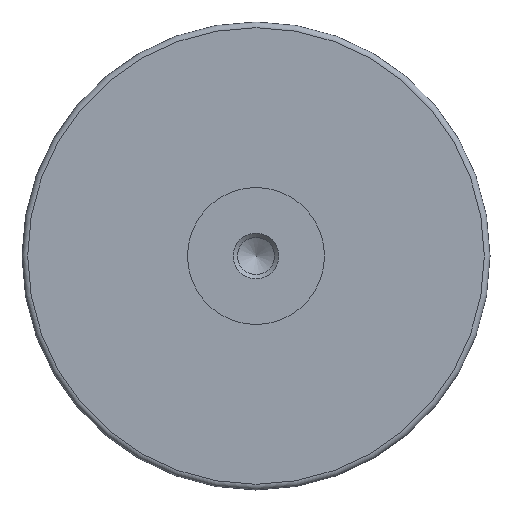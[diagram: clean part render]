
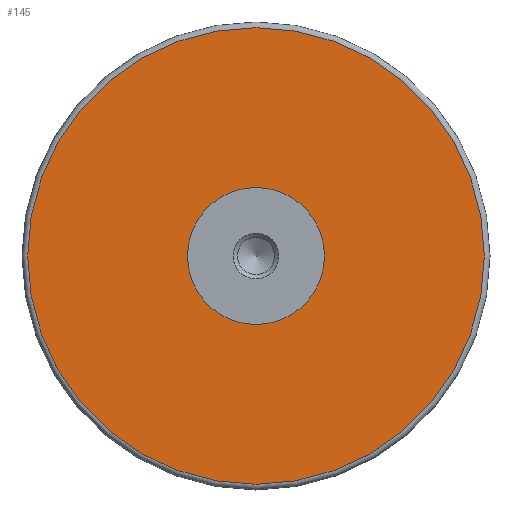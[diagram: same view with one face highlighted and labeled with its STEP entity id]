
A CAD part, front view. The second image highlights one B-rep face of the part: STEP entity #145.
In plain terms, the highlighted planar face has unit normal (0, -1, 0).
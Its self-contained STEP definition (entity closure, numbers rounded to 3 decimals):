
#15=FACE_BOUND('',#43,.T.);
#18=PLANE('',#186);
#32=FACE_OUTER_BOUND('',#42,.T.);
#42=EDGE_LOOP('',(#128));
#43=EDGE_LOOP('',(#129));
#66=CIRCLE('',#184,20.);
#68=CIRCLE('',#187,6.);
#79=VERTEX_POINT('',#274);
#80=VERTEX_POINT('',#278);
#95=EDGE_CURVE('',#79,#79,#66,.T.);
#97=EDGE_CURVE('',#80,#80,#68,.T.);
#128=ORIENTED_EDGE('',*,*,#95,.F.);
#129=ORIENTED_EDGE('',*,*,#97,.T.);
#145=ADVANCED_FACE('',(#32,#15),#18,.F.);
#184=AXIS2_PLACEMENT_3D('',#275,#229,#230);
#186=AXIS2_PLACEMENT_3D('',#277,#233,#234);
#187=AXIS2_PLACEMENT_3D('',#279,#235,#236);
#229=DIRECTION('center_axis',(0.,1.,0.));
#230=DIRECTION('ref_axis',(1.,0.,0.));
#233=DIRECTION('center_axis',(0.,1.,0.));
#234=DIRECTION('ref_axis',(0.,0.,1.));
#235=DIRECTION('center_axis',(0.,1.,0.));
#236=DIRECTION('ref_axis',(-1.,0.,0.));
#274=CARTESIAN_POINT('',(0.,0.,20.));
#275=CARTESIAN_POINT('Origin',(0.,0.,0.));
#277=CARTESIAN_POINT('Origin',(0.,0.,0.));
#278=CARTESIAN_POINT('',(6.,0.,0.));
#279=CARTESIAN_POINT('Origin',(0.,0.,0.));
